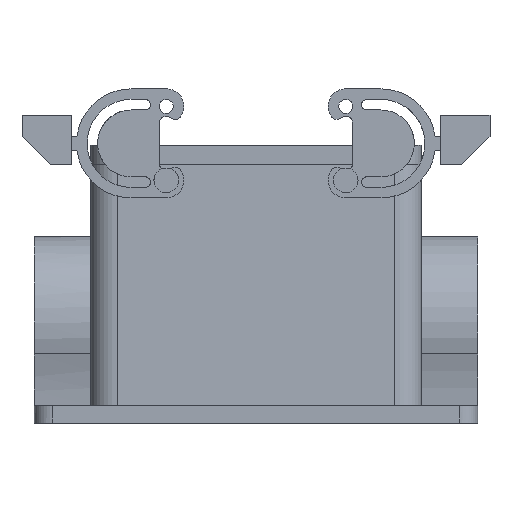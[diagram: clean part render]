
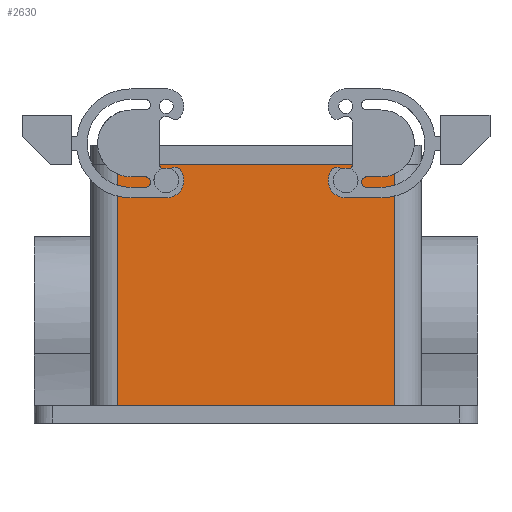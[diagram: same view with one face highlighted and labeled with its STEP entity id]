
A CAD part, left-side view. The second image highlights one B-rep face of the part: STEP entity #2630.
In plain terms, the highlighted planar face has unit normal (-1, 0, 0.03).
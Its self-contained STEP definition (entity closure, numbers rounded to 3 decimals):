
#2530=AXIS2_PLACEMENT_3D('Plane Axis2P3D',#2527,#2528,#2529) ;
#2187=CARTESIAN_POINT('Vertex',(7.083,42.755,68.041)) ;
#2191=CARTESIAN_POINT('Control Point',(7.083,42.755,68.041)) ;
#2192=CARTESIAN_POINT('Control Point',(7.075,42.603,67.762)) ;
#2193=CARTESIAN_POINT('Control Point',(7.067,42.394,67.513)) ;
#2194=CARTESIAN_POINT('Control Point',(7.061,42.139,67.31)) ;
#2195=CARTESIAN_POINT('Control Point',(7.052,41.568,67.018)) ;
#2196=CARTESIAN_POINT('Control Point',(7.05,40.935,66.964)) ;
#2197=CARTESIAN_POINT('Control Point',(7.051,40.619,66.999)) ;
#2198=CARTESIAN_POINT('Control Point',(7.057,40.017,67.19)) ;
#2199=CARTESIAN_POINT('Control Point',(7.07,39.529,67.591)) ;
#2200=CARTESIAN_POINT('Control Point',(7.077,39.327,67.838)) ;
#2201=CARTESIAN_POINT('Control Point',(7.094,39.027,68.402)) ;
#2202=CARTESIAN_POINT('Control Point',(7.114,38.962,69.044)) ;
#2203=CARTESIAN_POINT('Control Point',(7.124,38.995,69.37)) ;
#2204=CARTESIAN_POINT('Control Point',(7.133,39.092,69.679)) ;
#2205=CARTESIAN_POINT('Control Point',(7.142,39.245,69.959)) ;
#2206=CARTESIAN_POINT('Vertex',(7.142,39.245,69.959)) ;
#2223=CARTESIAN_POINT('Control Point',(7.142,39.245,69.959)) ;
#2224=CARTESIAN_POINT('Control Point',(7.15,39.397,70.238)) ;
#2225=CARTESIAN_POINT('Control Point',(7.158,39.606,70.487)) ;
#2226=CARTESIAN_POINT('Control Point',(7.164,39.861,70.69)) ;
#2227=CARTESIAN_POINT('Control Point',(7.173,40.432,70.982)) ;
#2228=CARTESIAN_POINT('Control Point',(7.175,41.065,71.036)) ;
#2229=CARTESIAN_POINT('Control Point',(7.174,41.381,71.001)) ;
#2230=CARTESIAN_POINT('Control Point',(7.168,41.983,70.81)) ;
#2231=CARTESIAN_POINT('Control Point',(7.156,42.471,70.409)) ;
#2232=CARTESIAN_POINT('Control Point',(7.148,42.673,70.162)) ;
#2233=CARTESIAN_POINT('Control Point',(7.131,42.973,69.598)) ;
#2234=CARTESIAN_POINT('Control Point',(7.111,43.038,68.956)) ;
#2235=CARTESIAN_POINT('Control Point',(7.101,43.005,68.63)) ;
#2236=CARTESIAN_POINT('Control Point',(7.092,42.908,68.321)) ;
#2237=CARTESIAN_POINT('Control Point',(7.083,42.755,68.041)) ;
#2527=CARTESIAN_POINT('Axis2P3D Location',(7.25,66.5,73.5)) ;
#2532=CARTESIAN_POINT('Line Origine',(6.204,27.,39.25)) ;
#2536=CARTESIAN_POINT('Vertex',(7.25,27.,73.5)) ;
#2538=CARTESIAN_POINT('Vertex',(5.157,27.,5.)) ;
#2541=CARTESIAN_POINT('Line Origine',(7.25,66.5,73.5)) ;
#2545=CARTESIAN_POINT('Vertex',(7.25,106.,73.5)) ;
#2548=CARTESIAN_POINT('Line Origine',(6.204,106.,39.25)) ;
#2552=CARTESIAN_POINT('Vertex',(5.157,106.,5.)) ;
#2555=CARTESIAN_POINT('Line Origine',(5.157,66.5,5.)) ;
#2567=CARTESIAN_POINT('Control Point',(7.083,90.245,68.041)) ;
#2568=CARTESIAN_POINT('Control Point',(7.078,90.344,67.859)) ;
#2569=CARTESIAN_POINT('Control Point',(7.072,90.468,67.689)) ;
#2570=CARTESIAN_POINT('Control Point',(7.068,90.612,67.537)) ;
#2571=CARTESIAN_POINT('Control Point',(7.06,90.938,67.274)) ;
#2572=CARTESIAN_POINT('Control Point',(7.055,91.32,67.102)) ;
#2573=CARTESIAN_POINT('Control Point',(7.053,91.522,67.041)) ;
#2574=CARTESIAN_POINT('Control Point',(7.051,91.935,66.974)) ;
#2575=CARTESIAN_POINT('Control Point',(7.052,92.352,67.015)) ;
#2576=CARTESIAN_POINT('Control Point',(7.053,92.557,67.062)) ;
#2577=CARTESIAN_POINT('Control Point',(7.058,92.95,67.209)) ;
#2578=CARTESIAN_POINT('Control Point',(7.065,93.291,67.452)) ;
#2579=CARTESIAN_POINT('Control Point',(7.07,93.446,67.594)) ;
#2580=CARTESIAN_POINT('Control Point',(7.079,93.713,67.917)) ;
#2581=CARTESIAN_POINT('Control Point',(7.091,93.89,68.297)) ;
#2582=CARTESIAN_POINT('Control Point',(7.097,93.953,68.498)) ;
#2583=CARTESIAN_POINT('Control Point',(7.11,94.025,68.91)) ;
#2584=CARTESIAN_POINT('Control Point',(7.123,93.989,69.328)) ;
#2585=CARTESIAN_POINT('Control Point',(7.129,93.944,69.533)) ;
#2586=CARTESIAN_POINT('Control Point',(7.135,93.87,69.74)) ;
#2587=CARTESIAN_POINT('Control Point',(7.141,93.769,69.933)) ;
#2588=CARTESIAN_POINT('Control Point',(7.141,93.765,69.941)) ;
#2589=CARTESIAN_POINT('Control Point',(7.142,93.76,69.95)) ;
#2590=CARTESIAN_POINT('Control Point',(7.142,93.755,69.959)) ;
#2591=CARTESIAN_POINT('Vertex',(7.083,90.245,68.041)) ;
#2593=CARTESIAN_POINT('Vertex',(7.142,93.755,69.959)) ;
#2597=CARTESIAN_POINT('Control Point',(7.142,93.755,69.959)) ;
#2598=CARTESIAN_POINT('Control Point',(7.147,93.656,70.141)) ;
#2599=CARTESIAN_POINT('Control Point',(7.153,93.532,70.311)) ;
#2600=CARTESIAN_POINT('Control Point',(7.157,93.388,70.463)) ;
#2601=CARTESIAN_POINT('Control Point',(7.165,93.062,70.726)) ;
#2602=CARTESIAN_POINT('Control Point',(7.171,92.68,70.898)) ;
#2603=CARTESIAN_POINT('Control Point',(7.172,92.478,70.959)) ;
#2604=CARTESIAN_POINT('Control Point',(7.174,92.065,71.026)) ;
#2605=CARTESIAN_POINT('Control Point',(7.173,91.648,70.985)) ;
#2606=CARTESIAN_POINT('Control Point',(7.172,91.443,70.938)) ;
#2607=CARTESIAN_POINT('Control Point',(7.167,91.05,70.791)) ;
#2608=CARTESIAN_POINT('Control Point',(7.16,90.709,70.548)) ;
#2609=CARTESIAN_POINT('Control Point',(7.155,90.554,70.406)) ;
#2610=CARTESIAN_POINT('Control Point',(7.146,90.287,70.083)) ;
#2611=CARTESIAN_POINT('Control Point',(7.134,90.11,69.703)) ;
#2612=CARTESIAN_POINT('Control Point',(7.128,90.047,69.502)) ;
#2613=CARTESIAN_POINT('Control Point',(7.115,89.975,69.09)) ;
#2614=CARTESIAN_POINT('Control Point',(7.102,90.011,68.672)) ;
#2615=CARTESIAN_POINT('Control Point',(7.096,90.056,68.467)) ;
#2616=CARTESIAN_POINT('Control Point',(7.09,90.13,68.26)) ;
#2617=CARTESIAN_POINT('Control Point',(7.084,90.231,68.067)) ;
#2618=CARTESIAN_POINT('Control Point',(7.084,90.235,68.059)) ;
#2619=CARTESIAN_POINT('Control Point',(7.083,90.24,68.05)) ;
#2620=CARTESIAN_POINT('Control Point',(7.083,90.245,68.041)) ;
#2528=DIRECTION('Axis2P3D Direction',(-1.,0.,0.031)) ;
#2529=DIRECTION('Axis2P3D XDirection',(0.,1.,0.)) ;
#2533=DIRECTION('Vector Direction',(0.031,0.,1.)) ;
#2542=DIRECTION('Vector Direction',(0.,1.,0.)) ;
#2549=DIRECTION('Vector Direction',(0.031,0.,1.)) ;
#2556=DIRECTION('Vector Direction',(0.,1.,0.)) ;
#2534=VECTOR('Line Direction',#2533,1.) ;
#2543=VECTOR('Line Direction',#2542,1.) ;
#2550=VECTOR('Line Direction',#2549,1.) ;
#2557=VECTOR('Line Direction',#2556,1.) ;
#2561=ORIENTED_EDGE('',*,*,#2540,.F.) ;
#2562=ORIENTED_EDGE('',*,*,#2547,.F.) ;
#2563=ORIENTED_EDGE('',*,*,#2554,.F.) ;
#2564=ORIENTED_EDGE('',*,*,#2559,.F.) ;
#2623=ORIENTED_EDGE('',*,*,#2595,.T.) ;
#2624=ORIENTED_EDGE('',*,*,#2621,.T.) ;
#2627=ORIENTED_EDGE('',*,*,#2238,.F.) ;
#2628=ORIENTED_EDGE('',*,*,#2208,.F.) ;
#2625=FACE_BOUND('',#2622,.T.) ;
#2629=FACE_BOUND('',#2626,.T.) ;
#2630=ADVANCED_FACE('Housing',(#2565,#2625,#2629),#2531,.T.) ;
#2190=B_SPLINE_CURVE_WITH_KNOTS('',5,(#2191,#2192,#2193,#2194,#2195,#2196,#2197,#2198,#2199,#2200,#2201,#2202,#2203,#2204,#2205),.UNSPECIFIED.,.F.,.U.,(6,3,3,3,6),(0.,2.285,4.569,6.854,9.138),.UNSPECIFIED.) ;
#2222=B_SPLINE_CURVE_WITH_KNOTS('',5,(#2223,#2224,#2225,#2226,#2227,#2228,#2229,#2230,#2231,#2232,#2233,#2234,#2235,#2236,#2237),.UNSPECIFIED.,.F.,.U.,(6,3,3,3,6),(0.,2.285,4.569,6.854,9.138),.UNSPECIFIED.) ;
#2566=B_SPLINE_CURVE_WITH_KNOTS('',5,(#2567,#2568,#2569,#2570,#2571,#2572,#2573,#2574,#2575,#2576,#2577,#2578,#2579,#2580,#2581,#2582,#2583,#2584,#2585,#2586,#2587,#2588,#2589,#2590),.UNSPECIFIED.,.F.,.U.,(6,3,3,3,3,3,3,6),(0.,1.49,2.981,4.471,5.961,7.452,8.943,9.014),.UNSPECIFIED.) ;
#2596=B_SPLINE_CURVE_WITH_KNOTS('',5,(#2597,#2598,#2599,#2600,#2601,#2602,#2603,#2604,#2605,#2606,#2607,#2608,#2609,#2610,#2611,#2612,#2613,#2614,#2615,#2616,#2617,#2618,#2619,#2620),.UNSPECIFIED.,.F.,.U.,(6,3,3,3,3,3,3,6),(0.,1.49,2.981,4.471,5.961,7.452,8.943,9.014),.UNSPECIFIED.) ;
#2208=EDGE_CURVE('',#2188,#2207,#2190,.T.) ;
#2238=EDGE_CURVE('',#2207,#2188,#2222,.T.) ;
#2540=EDGE_CURVE('',#2537,#2539,#2535,.F.) ;
#2547=EDGE_CURVE('',#2546,#2537,#2544,.F.) ;
#2554=EDGE_CURVE('',#2553,#2546,#2551,.T.) ;
#2559=EDGE_CURVE('',#2539,#2553,#2558,.T.) ;
#2595=EDGE_CURVE('',#2592,#2594,#2566,.T.) ;
#2621=EDGE_CURVE('',#2594,#2592,#2596,.T.) ;
#2560=EDGE_LOOP('',(#2561,#2562,#2563,#2564)) ;
#2622=EDGE_LOOP('',(#2623,#2624)) ;
#2626=EDGE_LOOP('',(#2627,#2628)) ;
#2565=FACE_OUTER_BOUND('',#2560,.T.) ;
#2535=LINE('Line',#2532,#2534) ;
#2544=LINE('Line',#2541,#2543) ;
#2551=LINE('Line',#2548,#2550) ;
#2558=LINE('Line',#2555,#2557) ;
#2531=PLANE('',#2530) ;
#2188=VERTEX_POINT('',#2187) ;
#2207=VERTEX_POINT('',#2206) ;
#2537=VERTEX_POINT('',#2536) ;
#2539=VERTEX_POINT('',#2538) ;
#2546=VERTEX_POINT('',#2545) ;
#2553=VERTEX_POINT('',#2552) ;
#2592=VERTEX_POINT('',#2591) ;
#2594=VERTEX_POINT('',#2593) ;
